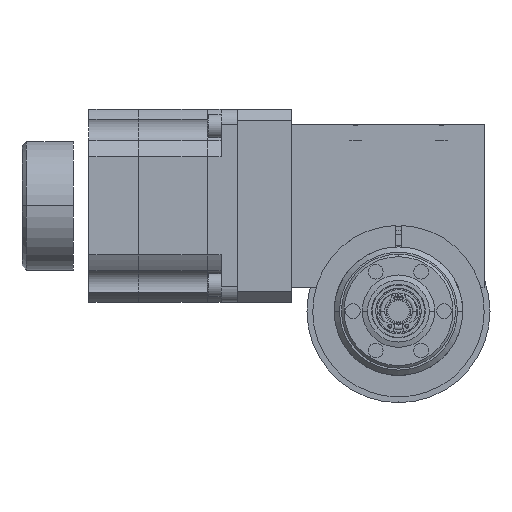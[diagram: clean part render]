
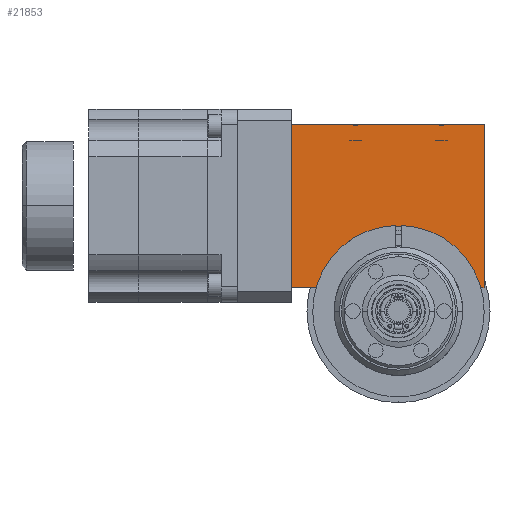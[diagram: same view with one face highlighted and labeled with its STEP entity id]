
A CAD part, front view. The second image highlights one B-rep face of the part: STEP entity #21853.
In plain terms, the highlighted planar face has unit normal (0, -1, 0).
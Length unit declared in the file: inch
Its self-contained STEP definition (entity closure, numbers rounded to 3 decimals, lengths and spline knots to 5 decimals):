
#1882 = VECTOR ( 'NONE', #20722, 39.37008 ) ;
#1898 = LINE ( 'NONE', #20765, #1882 ) ;
#2259 = LINE ( 'NONE', #21645, #2260 ) ;
#2260 = VECTOR ( 'NONE', #21644, 39.37008 ) ;
#2512 = LINE ( 'NONE', #21323, #2516 ) ;
#2516 = VECTOR ( 'NONE', #21322, 39.37008 ) ;
#2538 = LINE ( 'NONE', #21228, #2541 ) ;
#2541 = VECTOR ( 'NONE', #21674, 39.37008 ) ;
#2571 = CIRCLE ( 'NONE', #23689, 0.995 ) ;
#2686 = CARTESIAN_POINT ( 'NONE',  ( 0., 4.677, 0. ) ) ;
#2695 = DIRECTION ( 'NONE',  ( 0., -1., 0. ) ) ;
#2696 = DIRECTION ( 'NONE',  ( 0., 0., 1. ) ) ;
#3146 = CARTESIAN_POINT ( 'NONE',  ( 1., 4.677, 2.181 ) ) ;
#3147 = DIRECTION ( 'NONE',  ( 0., 0., -1. ) ) ;
#3781 = CARTESIAN_POINT ( 'NONE',  ( -1.25, 4.677, 2.181 ) ) ;
#3826 = CARTESIAN_POINT ( 'NONE',  ( 0.95738, 4.677, 0.271 ) ) ;
#3865 = CARTESIAN_POINT ( 'NONE',  ( -1.25, 4.677, 0.271 ) ) ;
#3901 = CARTESIAN_POINT ( 'NONE',  ( -0.95738, 4.677, 0.271 ) ) ;
#3966 = CARTESIAN_POINT ( 'NONE',  ( 1., 4.677, 2.181 ) ) ;
#4271 = LINE ( 'NONE', #3146, #4272 ) ;
#4272 = VECTOR ( 'NONE', #3147, 39.37008 ) ;
#4665 = CARTESIAN_POINT ( 'NONE',  ( 1., 4.677, 0.271 ) ) ;
#6240 = AXIS2_PLACEMENT_3D ( 'NONE', #7995, #8105, #8106 ) ;
#7995 = CARTESIAN_POINT ( 'NONE',  ( 0., 4.677, 0. ) ) ;
#8092 = PLANE ( 'NONE',  #6240 ) ;
#8105 = DIRECTION ( 'NONE',  ( 0., 1., 0. ) ) ;
#8106 = DIRECTION ( 'NONE',  ( 0., 0., 1. ) ) ;
#9228 = FACE_OUTER_BOUND ( 'NONE', #20417, .T. ) ;
#17962 = EDGE_CURVE ( 'NONE', #19520, #19696, #1898, .T. ) ;
#18354 = EDGE_CURVE ( 'NONE', #19603, #19520, #2259, .T. ) ;
#18559 = EDGE_CURVE ( 'NONE', #19637, #19603, #2512, .T. ) ;
#18574 = EDGE_CURVE ( 'NONE', #19871, #19565, #2538, .T. ) ;
#18593 = EDGE_CURVE ( 'NONE', #19565, #19637, #2571, .T. ) ;
#18732 = EDGE_CURVE ( 'NONE', #19696, #19871, #4271, .T. ) ;
#19520 = VERTEX_POINT ( 'NONE', #3781 ) ;
#19565 = VERTEX_POINT ( 'NONE', #3826 ) ;
#19603 = VERTEX_POINT ( 'NONE', #3865 ) ;
#19637 = VERTEX_POINT ( 'NONE', #3901 ) ;
#19696 = VERTEX_POINT ( 'NONE', #3966 ) ;
#19871 = VERTEX_POINT ( 'NONE', #4665 ) ;
#20417 = EDGE_LOOP ( 'NONE', ( #26246, #26242, #26240, #26232, #26228, #26222 ) ) ;
#20722 = DIRECTION ( 'NONE',  ( 1., 0., 0. ) ) ;
#20765 = CARTESIAN_POINT ( 'NONE',  ( -1.25, 4.677, 2.181 ) ) ;
#21228 = CARTESIAN_POINT ( 'NONE',  ( 0.95738, 4.677, 0.271 ) ) ;
#21322 = DIRECTION ( 'NONE',  ( -1., 0., 0. ) ) ;
#21323 = CARTESIAN_POINT ( 'NONE',  ( -1.25, 4.677, 0.271 ) ) ;
#21644 = DIRECTION ( 'NONE',  ( 0., 0., 1. ) ) ;
#21645 = CARTESIAN_POINT ( 'NONE',  ( -1.25, 4.677, 2.181 ) ) ;
#21674 = DIRECTION ( 'NONE',  ( -1., 0., 0. ) ) ;
#21853 = ADVANCED_FACE ( 'NONE', ( #9228 ), #8092, .F. ) ;
#23689 = AXIS2_PLACEMENT_3D ( 'NONE', #2686, #2695, #2696 ) ;
#26222 = ORIENTED_EDGE ( 'NONE', *, *, #17962, .F. ) ;
#26228 = ORIENTED_EDGE ( 'NONE', *, *, #18732, .F. ) ;
#26232 = ORIENTED_EDGE ( 'NONE', *, *, #18574, .F. ) ;
#26240 = ORIENTED_EDGE ( 'NONE', *, *, #18593, .F. ) ;
#26242 = ORIENTED_EDGE ( 'NONE', *, *, #18559, .F. ) ;
#26246 = ORIENTED_EDGE ( 'NONE', *, *, #18354, .F. ) ;
